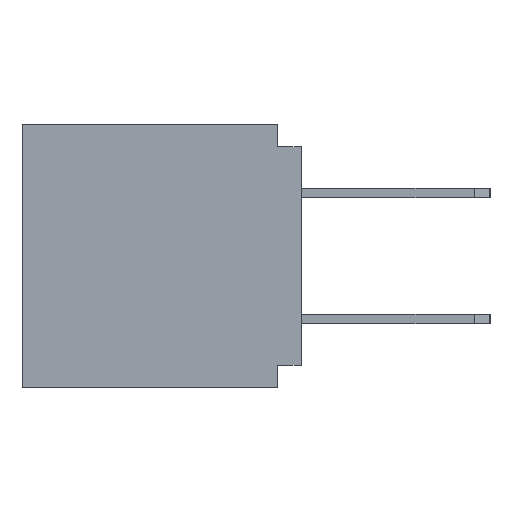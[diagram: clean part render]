
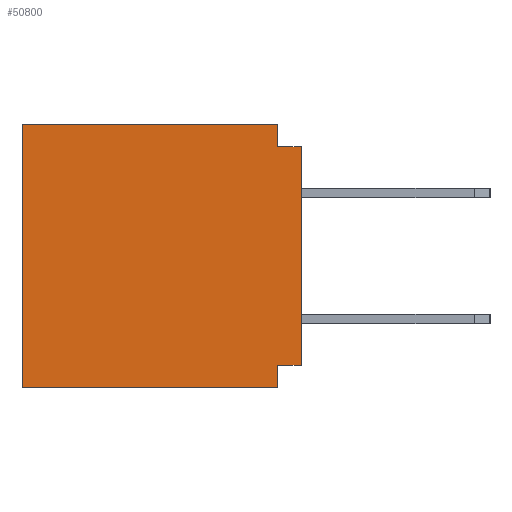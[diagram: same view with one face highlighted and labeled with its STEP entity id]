
A CAD part, left-side view. The second image highlights one B-rep face of the part: STEP entity #50800.
In plain terms, the highlighted planar face has unit normal (-1, 0, 0).
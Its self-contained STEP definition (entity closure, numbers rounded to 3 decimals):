
#9=DIRECTION('',(0.,-1.,0.));
#10=VECTOR('',#9,4.06);
#11=CARTESIAN_POINT('',(-17.095,2.22,-2.095));
#12=LINE('',#11,#10);
#1637=DIRECTION('',(0.,0.,1.));
#1638=VECTOR('',#1637,3.48);
#1639=CARTESIAN_POINT('',(-17.095,-2.22,-1.74));
#1640=LINE('',#1639,#1638);
#14781=DIRECTION('',(0.,-1.,0.));
#14782=VECTOR('',#14781,4.06);
#14783=CARTESIAN_POINT('',(-17.095,2.22,2.095));
#14784=LINE('',#14783,#14782);
#14793=DIRECTION('',(0.,1.,0.));
#14794=VECTOR('',#14793,0.38);
#14795=CARTESIAN_POINT('',(-17.095,-2.22,1.74));
#14796=LINE('',#14795,#14794);
#14797=DIRECTION('',(0.,1.,0.));
#14798=VECTOR('',#14797,0.38);
#14799=CARTESIAN_POINT('',(-17.095,-2.22,-1.74));
#14800=LINE('',#14799,#14798);
#14801=DIRECTION('',(0.,0.,1.));
#14802=VECTOR('',#14801,0.355);
#14803=CARTESIAN_POINT('',(-17.095,-1.84,-2.095));
#14804=LINE('',#14803,#14802);
#14805=DIRECTION('',(0.,0.,1.));
#14806=VECTOR('',#14805,4.19);
#14807=CARTESIAN_POINT('',(-17.095,2.22,-2.095));
#14808=LINE('',#14807,#14806);
#14809=DIRECTION('',(0.,0.,-1.));
#14810=VECTOR('',#14809,0.355);
#14811=CARTESIAN_POINT('',(-17.095,-1.84,2.095));
#14812=LINE('',#14811,#14810);
#22174=CARTESIAN_POINT('',(-17.095,2.22,-2.095));
#22176=VERTEX_POINT('',#22174);
#22178=CARTESIAN_POINT('',(-17.095,2.22,2.095));
#22180=VERTEX_POINT('',#22178);
#22277=CARTESIAN_POINT('',(-17.095,-2.22,1.74));
#22278=CARTESIAN_POINT('',(-17.095,-1.84,1.74));
#22279=VERTEX_POINT('',#22277);
#22280=VERTEX_POINT('',#22278);
#22281=CARTESIAN_POINT('',(-17.095,-1.84,2.095));
#22282=VERTEX_POINT('',#22281);
#22283=CARTESIAN_POINT('',(-17.095,-1.84,-2.095));
#22284=CARTESIAN_POINT('',(-17.095,-1.84,-1.74));
#22285=VERTEX_POINT('',#22283);
#22286=VERTEX_POINT('',#22284);
#22287=CARTESIAN_POINT('',(-17.095,-2.22,-1.74));
#22288=VERTEX_POINT('',#22287);
#50785=CARTESIAN_POINT('',(-17.095,2.22,-2.095));
#50786=DIRECTION('',(-1.,0.,0.));
#50787=DIRECTION('',(0.,-1.,0.));
#50788=AXIS2_PLACEMENT_3D('',#50785,#50786,#50787);
#50789=PLANE('',#50788);
#50790=ORIENTED_EDGE('',*,*,#30302,.F.);
#50791=ORIENTED_EDGE('',*,*,#30733,.F.);
#50792=ORIENTED_EDGE('',*,*,#31180,.T.);
#50793=ORIENTED_EDGE('',*,*,#29253,.F.);
#50794=ORIENTED_EDGE('',*,*,#29212,.F.);
#50795=ORIENTED_EDGE('',*,*,#31258,.T.);
#50796=ORIENTED_EDGE('',*,*,#50778,.T.);
#50797=ORIENTED_EDGE('',*,*,#29230,.T.);
#50798=EDGE_LOOP('',(#50790,#50791,#50792,#50793,#50794,#50795,#50796,#50797));
#50799=FACE_OUTER_BOUND('',#50798,.F.);
#50800=ADVANCED_FACE('',(#50799),#50789,.T.);
#29212=EDGE_CURVE('',#22176,#22285,#12,.T.);
#29230=EDGE_CURVE('',#22282,#22280,#14812,.T.);
#29253=EDGE_CURVE('',#22285,#22286,#14804,.T.);
#30302=EDGE_CURVE('',#22279,#22280,#14796,.T.);
#30733=EDGE_CURVE('',#22288,#22279,#1640,.T.);
#31180=EDGE_CURVE('',#22288,#22286,#14800,.T.);
#31258=EDGE_CURVE('',#22176,#22180,#14808,.T.);
#50778=EDGE_CURVE('',#22180,#22282,#14784,.T.);
